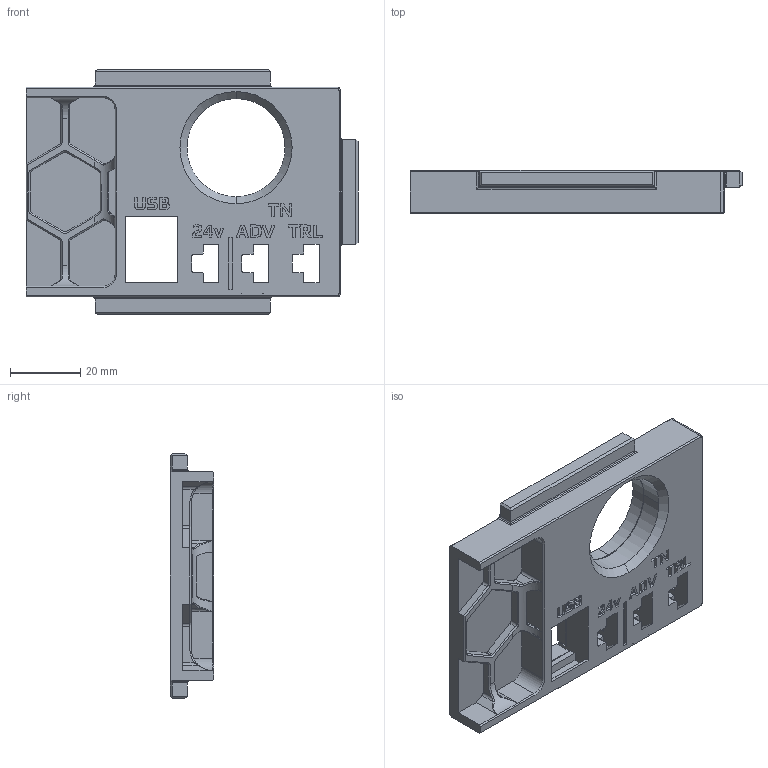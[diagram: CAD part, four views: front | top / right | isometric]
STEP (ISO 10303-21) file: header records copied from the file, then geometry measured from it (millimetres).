
FILE_DESCRIPTION (( 'STEP AP203' ), '1' );
FILE_NAME ('Box_Turtle_right_rear_skirt_keystone_microfit.STEP', '2025-02-09T22:30:03', ( '' ), ( '' ), 'SwSTEP 2.0', 'SolidWorks 2025', '' );
FILE_SCHEMA (( 'CONFIG_CONTROL_DESIGN' ));
Length unit declared in the file: millimetre
Products named in the file (1): Box_Turtle_right_rear_skirt_keystone_microfit
Bounding box: 94.7 x 12.4 x 69.8 mm (x, y, z)
Volume: 42679.1 mm3; surface area: 21359.4 mm2
Topology: 6 solids, 11 shells, 661 faces, 1658 edges, 1039 vertices
Faces by surface type: plane 444, cylinder 94, bspline 70, cone 53
Entity records: 23275 total; most frequent: CARTESIAN_POINT 7918, ORIENTED_EDGE 3300, DIRECTION 2849, EDGE_CURVE 1650, VECTOR 1271, LINE 1271, VERTEX_POINT 1039, AXIS2_PLACEMENT_3D 789
